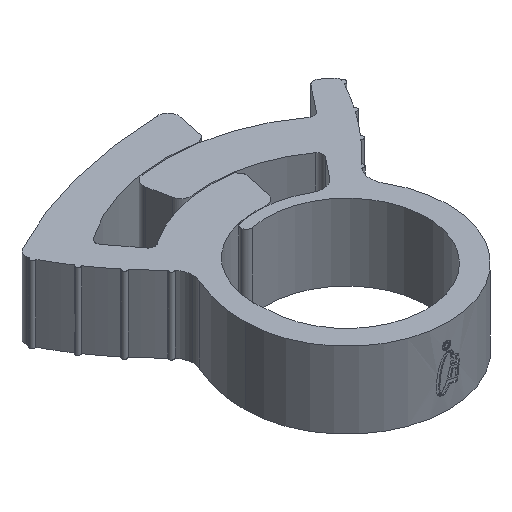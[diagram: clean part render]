
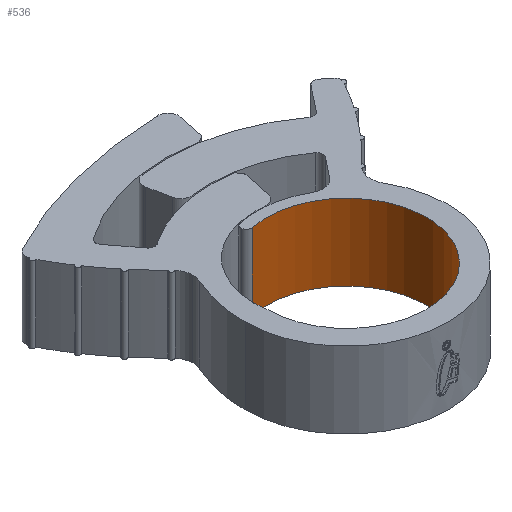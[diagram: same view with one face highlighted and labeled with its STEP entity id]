
A CAD part, isometric view. The second image highlights one B-rep face of the part: STEP entity #536.
In plain terms, the highlighted cylindrical face has radius 7.65 mm (diameter 15.3 mm), a partial arc.
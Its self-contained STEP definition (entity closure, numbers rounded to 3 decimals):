
#536 = ADVANCED_FACE ( 'NONE', ( #4048 ), #5013, .F. ) ;
#581 = CARTESIAN_POINT ( 'NONE',  ( 0., 0., -3.65 ) ) ;
#721 = EDGE_CURVE ( 'NONE', #6479, #2381, #3372, .T. ) ;
#1027 = DIRECTION ( 'NONE',  ( -1., 0., 0. ) ) ;
#1093 = CARTESIAN_POINT ( 'NONE',  ( 0., 0., 3.65 ) ) ;
#1230 = CIRCLE ( 'NONE', #4959, 7.65 ) ;
#1733 = EDGE_CURVE ( 'NONE', #6005, #6479, #6525, .T. ) ;
#1919 = DIRECTION ( 'NONE',  ( 0., 0., -1. ) ) ;
#2072 = DIRECTION ( 'NONE',  ( 0., 0., -1. ) ) ;
#2147 = AXIS2_PLACEMENT_3D ( 'NONE', #2467, #1919, #2435 ) ;
#2158 = AXIS2_PLACEMENT_3D ( 'NONE', #1093, #2072, #3572 ) ;
#2381 = VERTEX_POINT ( 'NONE', #4415 ) ;
#2435 = DIRECTION ( 'NONE',  ( -1., 0., 0. ) ) ;
#2467 = CARTESIAN_POINT ( 'NONE',  ( 0., 0., 3.65 ) ) ;
#2662 = EDGE_CURVE ( 'NONE', #6005, #5590, #3303, .T. ) ;
#2793 = CARTESIAN_POINT ( 'NONE',  ( -7.65, 0., 3.65 ) ) ;
#3303 = LINE ( 'NONE', #4807, #5371 ) ;
#3372 = LINE ( 'NONE', #6369, #5669 ) ;
#3572 = DIRECTION ( 'NONE',  ( -1., 0., 0. ) ) ;
#3706 = DIRECTION ( 'NONE',  ( 0., 0., -1. ) ) ;
#3728 = ORIENTED_EDGE ( 'NONE', *, *, #2662, .T. ) ;
#3799 = CARTESIAN_POINT ( 'NONE',  ( -1.55, 7.491, 3.65 ) ) ;
#3907 = ORIENTED_EDGE ( 'NONE', *, *, #6220, .T. ) ;
#4048 = FACE_OUTER_BOUND ( 'NONE', #5526, .T. ) ;
#4299 = CARTESIAN_POINT ( 'NONE',  ( -1.55, 7.491, -3.65 ) ) ;
#4415 = CARTESIAN_POINT ( 'NONE',  ( -7.65, 0., -3.65 ) ) ;
#4807 = CARTESIAN_POINT ( 'NONE',  ( -1.55, 7.491, 3.65 ) ) ;
#4959 = AXIS2_PLACEMENT_3D ( 'NONE', #581, #5028, #1027 ) ;
#5013 = CYLINDRICAL_SURFACE ( 'NONE', #2147, 7.65 ) ;
#5028 = DIRECTION ( 'NONE',  ( 0., 0., -1. ) ) ;
#5339 = DIRECTION ( 'NONE',  ( 0., 0., -1. ) ) ;
#5371 = VECTOR ( 'NONE', #5339, 1000. ) ;
#5526 = EDGE_LOOP ( 'NONE', ( #3907, #5956, #5775, #3728 ) ) ;
#5590 = VERTEX_POINT ( 'NONE', #4299 ) ;
#5669 = VECTOR ( 'NONE', #3706, 1000. ) ;
#5775 = ORIENTED_EDGE ( 'NONE', *, *, #1733, .F. ) ;
#5956 = ORIENTED_EDGE ( 'NONE', *, *, #721, .F. ) ;
#6005 = VERTEX_POINT ( 'NONE', #3799 ) ;
#6220 = EDGE_CURVE ( 'NONE', #5590, #2381, #1230, .T. ) ;
#6369 = CARTESIAN_POINT ( 'NONE',  ( -7.65, 0., 3.65 ) ) ;
#6479 = VERTEX_POINT ( 'NONE', #2793 ) ;
#6525 = CIRCLE ( 'NONE', #2158, 7.65 ) ;
